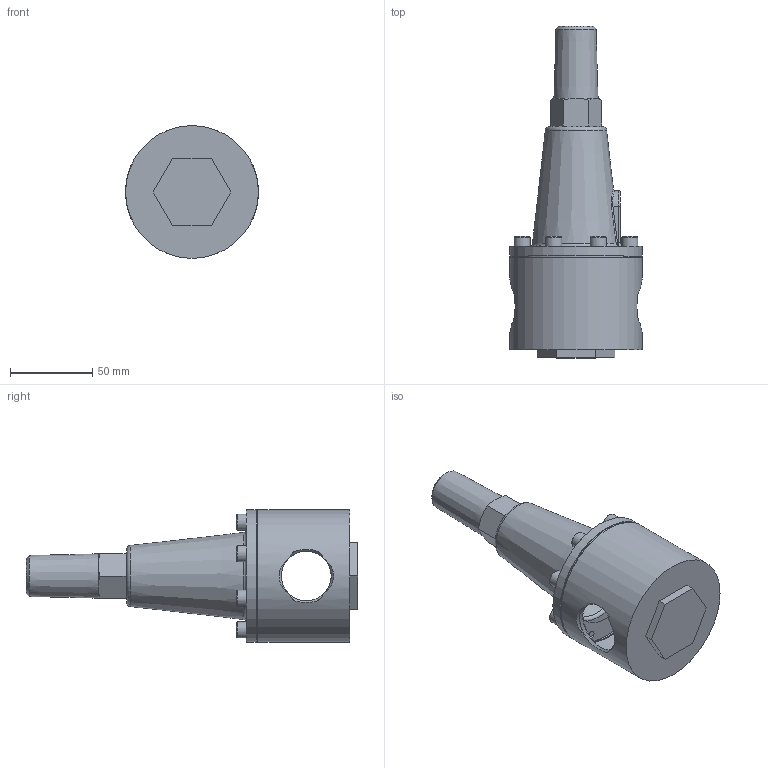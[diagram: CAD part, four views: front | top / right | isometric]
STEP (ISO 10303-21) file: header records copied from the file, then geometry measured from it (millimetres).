
FILE_DESCRIPTION (( 'STEP AP214' ), '1' );
FILE_NAME ('external surfaces VSM FF 1 inch.STEP', '2017-04-27T07:41:18', ( '' ), ( '' ), 'SwSTEP 2.0', 'SolidWorks 2017', '' );
FILE_SCHEMA (( 'AUTOMOTIVE_DESIGN' ));
Length unit declared in the file: millimetre
Products named in the file (2): external surfaces VSM FF 1 inch
Bounding box: 81 x 202.35 x 81 mm (x, y, z)
Surface area: 46506 mm2 (no closed solid volume)
Topology: 0 solids, 13 shells, 133 faces, 353 edges, 232 vertices
Faces by surface type: plane 78, cone 30, cylinder 16, torus 5, bspline 4
Full cylindrical faces by diameter (mm): 10 x8, 80 x1, 81 x2
Entity records: 5920 total; most frequent: CARTESIAN_POINT 1333, DIRECTION 628, ORIENTED_EDGE 548, EDGE_CURVE 318, VERTEX_POINT 226, AXIS2_PLACEMENT_3D 221, EDGE_LOOP 190, LINE 186
